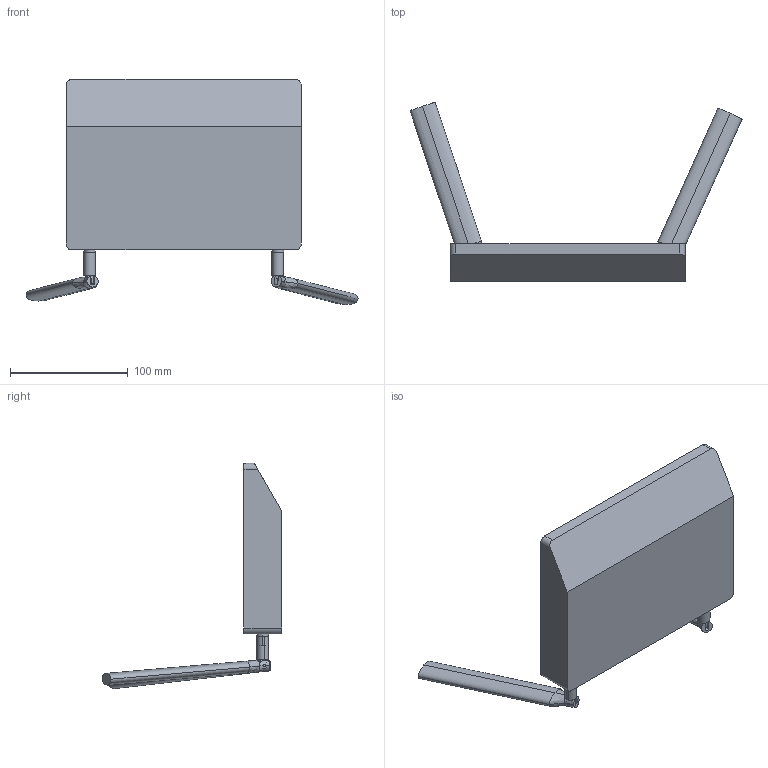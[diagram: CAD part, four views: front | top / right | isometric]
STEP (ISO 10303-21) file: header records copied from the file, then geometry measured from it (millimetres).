
FILE_DESCRIPTION (( 'STEP AP203' ), '1' );
FILE_NAME ('MT7986A_3D_MODEL.STEP', '2024-05-25T03:56:37', ( '' ), ( '' ), 'SwSTEP 2.0', 'SolidWorks 2018', '' );
FILE_SCHEMA (( 'CONFIG_CONTROL_DESIGN' ));
Length unit declared in the file: millimetre
Products named in the file (4): Ant-Ex2; Ant-Ex1; MT7986A_3D_MODEL; TPLinkMR400-Body-01
Assembly tree (5 placements, depth 2):
  MT7986A_3D_MODEL
    TPLinkMR400-Body-01
    Ant-Ex1  x2
    Ant-Ex2  x2
Bounding box: 282.26 x 152.2 x 191.58 mm (x, y, z)
Volume: 889175.7 mm3; surface area: 93785.3 mm2
Topology: 5 solids, 5 shells, 111 faces, 269 edges, 174 vertices
Faces by surface type: plane 49, cylinder 46, bspline 16
Entity records: 2649 total; most frequent: CARTESIAN_POINT 625, DIRECTION 327, ORIENTED_EDGE 320, EDGE_CURVE 160, AXIS2_PLACEMENT_3D 120, VERTEX_POINT 104, VECTOR 87, LINE 87
